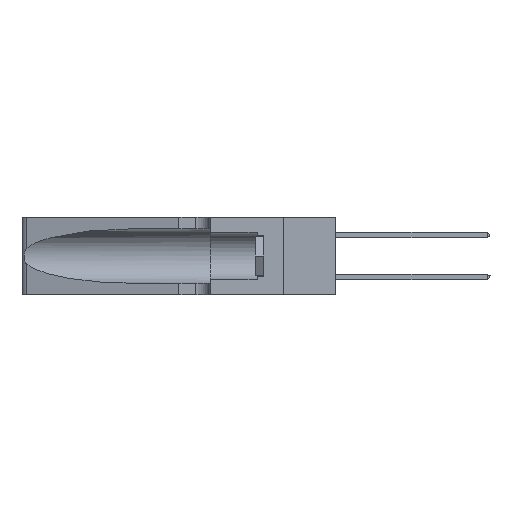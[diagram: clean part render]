
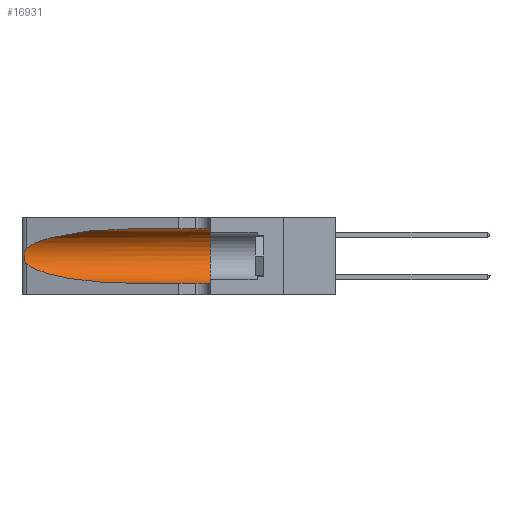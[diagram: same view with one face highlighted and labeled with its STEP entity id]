
A CAD part, left-side view. The second image highlights one B-rep face of the part: STEP entity #16931.
In plain terms, the highlighted cylindrical face has radius 3.308 mm (diameter 6.617 mm), a partial arc.
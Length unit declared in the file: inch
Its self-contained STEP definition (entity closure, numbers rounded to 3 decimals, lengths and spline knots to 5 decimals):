
#168 = EDGE_CURVE ( 'NONE', #2360, #26256, #25806, .T. ) ;
#552 = LINE ( 'NONE', #25673, #24284 ) ;
#794 = CARTESIAN_POINT ( 'NONE',  ( 0.25787, 1.23484, 0.2124 ) ) ;
#943 = ORIENTED_EDGE ( 'NONE', *, *, #168, .T. ) ;
#1295 = CARTESIAN_POINT ( 'NONE',  ( 0.25487, 1.22718, 0.14631 ) ) ;
#2061 = CARTESIAN_POINT ( 'NONE',  ( 0.25854, 1.2359, 0.20912 ) ) ;
#2360 = VERTEX_POINT ( 'NONE', #16223 ) ;
#3017 = VERTEX_POINT ( 'NONE', #4238 ) ;
#3105 = CARTESIAN_POINT ( 'NONE',  ( 0.25487, 1.22718, 0.14631 ) ) ;
#4137 = CARTESIAN_POINT ( 'NONE',  ( 0.18966, 0.96281, 0.31525 ) ) ;
#4238 = CARTESIAN_POINT ( 'NONE',  ( 0.1305, 0.35, 0.05475 ) ) ;
#5005 = EDGE_CURVE ( 'NONE', #30224, #3017, #552, .T. ) ;
#5052 = ORIENTED_EDGE ( 'NONE', *, *, #16174, .T. ) ;
#5076 = CARTESIAN_POINT ( 'NONE',  ( 0.1305, 1.61858, 0.31525 ) ) ;
#5945 = CARTESIAN_POINT ( 'NONE',  ( 0.1305, 0.72297, 0.31525 ) ) ;
#6092 = CARTESIAN_POINT ( 'NONE',  ( 0.18966, 0.96281, 0.05475 ) ) ;
#6110 = CARTESIAN_POINT ( 'NONE',  ( 0.25856, 1.23593, 0.16098 ) ) ;
#7366 = ORIENTED_EDGE ( 'NONE', *, *, #5005, .T. ) ;
#7396 = DIRECTION ( 'NONE',  ( 0., 1., 0. ) ) ;
#7771 = CARTESIAN_POINT ( 'NONE',  ( 0.25487, 1.22718, 0.14631 ) ) ;
#8010 = CARTESIAN_POINT ( 'NONE',  ( 0.26075, 1.23896, 0.19203 ) ) ;
#8366 =( BOUNDED_CURVE ( )  B_SPLINE_CURVE ( 3, ( #1295, #8389, #6092, #22667 ),
 .UNSPECIFIED., .F., .T. ) 
 B_SPLINE_CURVE_WITH_KNOTS ( ( 4, 4 ),
 ( 3.44316, 4.71239 ),
 .UNSPECIFIED. ) 
 CURVE ( )  GEOMETRIC_REPRESENTATION_ITEM ( )  RATIONAL_B_SPLINE_CURVE ( ( 1., 0.87, 0.87, 1. ) ) 
 REPRESENTATION_ITEM ( '' )  );
#8389 = CARTESIAN_POINT ( 'NONE',  ( 0.2373, 1.15595, 0.08982 ) ) ;
#8551 = EDGE_CURVE ( 'NONE', #17326, #2360, #30237, .T. ) ;
#8992 = ORIENTED_EDGE ( 'NONE', *, *, #30033, .F. ) ;
#9008 = CARTESIAN_POINT ( 'NONE',  ( 0.1305, 0.35, 0.31525 ) ) ;
#9560 = FACE_OUTER_BOUND ( 'NONE', #21803, .T. ) ;
#10200 = CARTESIAN_POINT ( 'NONE',  ( 0.25639, 1.23186, 0.15144 ) ) ;
#10391 = CARTESIAN_POINT ( 'NONE',  ( 0.1305, 0.72297, 0.05475 ) ) ;
#10500 = CARTESIAN_POINT ( 'NONE',  ( 0.26018, 1.23835, 0.19895 ) ) ;
#10810 = CARTESIAN_POINT ( 'NONE',  ( 0.25487, 1.22718, 0.22369 ) ) ;
#11319 = CARTESIAN_POINT ( 'NONE',  ( 0.2373, 1.15595, 0.28018 ) ) ;
#12815 = ORIENTED_EDGE ( 'NONE', *, *, #8551, .T. ) ;
#15079 = CARTESIAN_POINT ( 'NONE',  ( 0.25555, 1.22993, 0.14849 ) ) ;
#16018 = VECTOR ( 'NONE', #19273, 39.37008 ) ;
#16174 = EDGE_CURVE ( 'NONE', #26256, #30224, #8366, .T. ) ;
#16223 = CARTESIAN_POINT ( 'NONE',  ( 0.25487, 1.22718, 0.22369 ) ) ;
#16931 = ADVANCED_FACE ( 'NONE', ( #9560 ), #21394, .F. ) ;
#17300 = AXIS2_PLACEMENT_3D ( 'NONE', #21003, #21106, #28055 ) ;
#17326 = VERTEX_POINT ( 'NONE', #5945 ) ;
#17541 = AXIS2_PLACEMENT_3D ( 'NONE', #21554, #7396, #23900 ) ;
#19273 = DIRECTION ( 'NONE',  ( 0., -1., 0. ) ) ;
#19699 = CARTESIAN_POINT ( 'NONE',  ( 0.25639, 1.23184, 0.21858 ) ) ;
#20554 = EDGE_CURVE ( 'NONE', #17326, #20990, #27764, .T. ) ;
#20740 = CARTESIAN_POINT ( 'NONE',  ( 0.1305, 0.72297, 0.31525 ) ) ;
#20960 = DIRECTION ( 'NONE',  ( 0., -1., 0. ) ) ;
#20990 = VERTEX_POINT ( 'NONE', #9008 ) ;
#21003 = CARTESIAN_POINT ( 'NONE',  ( 0.1305, 1.61858, 0.185 ) ) ;
#21106 = DIRECTION ( 'NONE',  ( 0., -1., 0. ) ) ;
#21394 = CYLINDRICAL_SURFACE ( 'NONE', #17300, 0.13025 ) ;
#21554 = CARTESIAN_POINT ( 'NONE',  ( 0.1305, 0.35, 0.185 ) ) ;
#21803 = EDGE_LOOP ( 'NONE', ( #12815, #943, #5052, #7366, #8992, #23476 ) ) ;
#21978 = CARTESIAN_POINT ( 'NONE',  ( 0.26075, 1.23896, 0.178 ) ) ;
#22070 = CARTESIAN_POINT ( 'NONE',  ( 0.25555, 1.22994, 0.2215 ) ) ;
#22667 = CARTESIAN_POINT ( 'NONE',  ( 0.1305, 0.72297, 0.05475 ) ) ;
#23305 = CIRCLE ( 'NONE', #17541, 0.13025 ) ;
#23476 = ORIENTED_EDGE ( 'NONE', *, *, #20554, .F. ) ;
#23900 = DIRECTION ( 'NONE',  ( 0., 0., 1. ) ) ;
#24284 = VECTOR ( 'NONE', #20960, 39.37008 ) ;
#25673 = CARTESIAN_POINT ( 'NONE',  ( 0.1305, 1.61858, 0.05475 ) ) ;
#25806 = B_SPLINE_CURVE_WITH_KNOTS ( 'NONE', 3,
 ( #10810, #22070, #19699, #794, #2061, #10500, #8010, #21978, #26700, #6110, #27283, #10200, #15079, #3105 ),
 .UNSPECIFIED., .F., .F.,
 ( 4, 2, 2, 2, 2, 2, 4 ),
 ( 0., 0.00027, 0.00053, 0.00107, 0.0016, 0.00187, 0.00214 ),
 .UNSPECIFIED. ) ;
#26256 = VERTEX_POINT ( 'NONE', #7771 ) ;
#26700 = CARTESIAN_POINT ( 'NONE',  ( 0.26017, 1.23833, 0.17102 ) ) ;
#27283 = CARTESIAN_POINT ( 'NONE',  ( 0.25789, 1.23486, 0.15765 ) ) ;
#27764 = LINE ( 'NONE', #5076, #16018 ) ;
#27778 = CARTESIAN_POINT ( 'NONE',  ( 0.25487, 1.22718, 0.22369 ) ) ;
#28055 = DIRECTION ( 'NONE',  ( 0., 0., -1. ) ) ;
#30033 = EDGE_CURVE ( 'NONE', #20990, #3017, #23305, .T. ) ;
#30224 = VERTEX_POINT ( 'NONE', #10391 ) ;
#30237 =( BOUNDED_CURVE ( )  B_SPLINE_CURVE ( 3, ( #20740, #4137, #11319, #27778 ),
 .UNSPECIFIED., .F., .T. ) 
 B_SPLINE_CURVE_WITH_KNOTS ( ( 4, 4 ),
 ( 1.5708, 2.84003 ),
 .UNSPECIFIED. ) 
 CURVE ( )  GEOMETRIC_REPRESENTATION_ITEM ( )  RATIONAL_B_SPLINE_CURVE ( ( 1., 0.87, 0.87, 1. ) ) 
 REPRESENTATION_ITEM ( '' )  );
